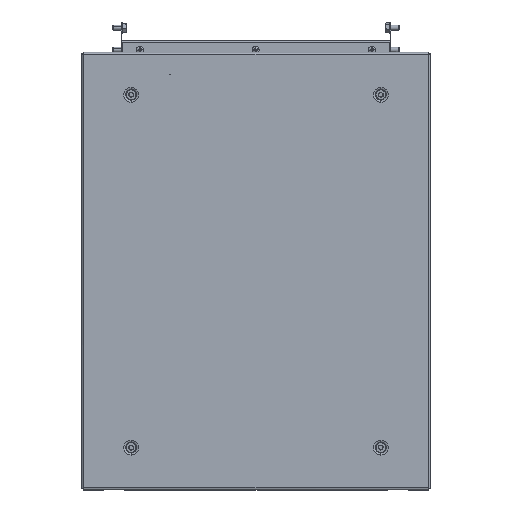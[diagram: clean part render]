
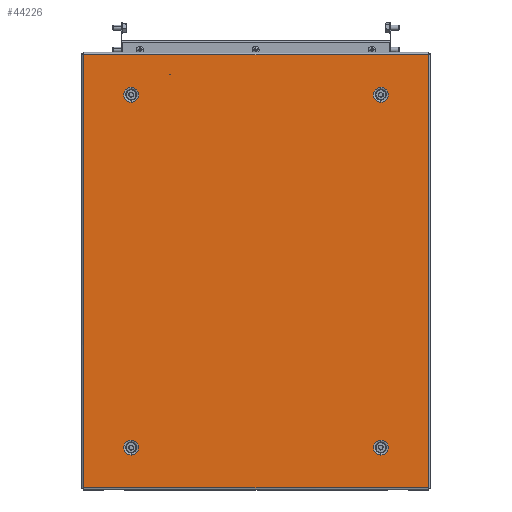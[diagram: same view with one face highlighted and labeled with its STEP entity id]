
A CAD part, top view. The second image highlights one B-rep face of the part: STEP entity #44226.
In plain terms, the highlighted planar face has unit normal (0, 0, 1).
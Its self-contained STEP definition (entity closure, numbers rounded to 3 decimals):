
#239 = DIRECTION ( 'NONE',  ( 0., 0., 1. ) ) ;
#264 = ORIENTED_EDGE ( 'NONE', *, *, #61535, .F. ) ;
#1170 = DIRECTION ( 'NONE',  ( 0., 0., 1. ) ) ;
#1850 = CARTESIAN_POINT ( 'NONE',  ( -97.5, 223., 0. ) ) ;
#2051 = VERTEX_POINT ( 'NONE', #5988 ) ;
#2172 = VERTEX_POINT ( 'NONE', #56842 ) ;
#3038 = CARTESIAN_POINT ( 'NONE',  ( -141.5, 208.443, 0. ) ) ;
#3831 = ORIENTED_EDGE ( 'NONE', *, *, #29801, .T. ) ;
#3906 = ORIENTED_EDGE ( 'NONE', *, *, #8838, .F. ) ;
#4632 = FACE_BOUND ( 'NONE', #65625, .T. ) ;
#5308 = VERTEX_POINT ( 'NONE', #26385 ) ;
#5988 = CARTESIAN_POINT ( 'NONE',  ( 141.5, -191.557, 0. ) ) ;
#6106 = CARTESIAN_POINT ( 'NONE',  ( 141.5, -208.443, 0. ) ) ;
#7595 = ORIENTED_EDGE ( 'NONE', *, *, #77041, .T. ) ;
#8421 = CARTESIAN_POINT ( 'NONE',  ( 141.5, 191.557, 0. ) ) ;
#8637 = EDGE_CURVE ( 'NONE', #62457, #2051, #72008, .T. ) ;
#8838 = EDGE_CURVE ( 'NONE', #2172, #68619, #22791, .T. ) ;
#9168 = DIRECTION ( 'NONE',  ( 0., 0., 1. ) ) ;
#9260 = CIRCLE ( 'NONE', #73237, 0.5 ) ;
#10493 = CARTESIAN_POINT ( 'NONE',  ( 141.5, -200., 0. ) ) ;
#10732 = CARTESIAN_POINT ( 'NONE',  ( -141.5, -191.557, 0. ) ) ;
#11094 = EDGE_CURVE ( 'NONE', #23533, #69289, #20287, .T. ) ;
#12664 = DIRECTION ( 'NONE',  ( 0., 1., 0. ) ) ;
#12834 = DIRECTION ( 'NONE',  ( 0., 1., 0. ) ) ;
#13089 = DIRECTION ( 'NONE',  ( 0., 0., -1. ) ) ;
#13920 = EDGE_CURVE ( 'NONE', #34354, #33226, #59232, .T. ) ;
#13927 = VERTEX_POINT ( 'NONE', #38266 ) ;
#15370 = CIRCLE ( 'NONE', #35713, 8.443 ) ;
#16118 = AXIS2_PLACEMENT_3D ( 'NONE', #39749, #9168, #76150 ) ;
#16148 = FACE_OUTER_BOUND ( 'NONE', #35630, .T. ) ;
#16155 = EDGE_LOOP ( 'NONE', ( #34481, #61845 ) ) ;
#16904 = AXIS2_PLACEMENT_3D ( 'NONE', #50490, #25904, #74906 ) ;
#17364 = CARTESIAN_POINT ( 'NONE',  ( 195.1, -245.6, 0. ) ) ;
#17369 = VECTOR ( 'NONE', #12834, 1000. ) ;
#19223 = VERTEX_POINT ( 'NONE', #8421 ) ;
#19430 = ORIENTED_EDGE ( 'NONE', *, *, #11094, .T. ) ;
#19622 = DIRECTION ( 'NONE',  ( 0., 0., 1. ) ) ;
#20287 = LINE ( 'NONE', #49259, #17369 ) ;
#20331 = DIRECTION ( 'NONE',  ( -1., 0., 0. ) ) ;
#20698 = DIRECTION ( 'NONE',  ( 0., 1., 0. ) ) ;
#20934 = DIRECTION ( 'NONE',  ( -1., 0., 0. ) ) ;
#21724 = DIRECTION ( 'NONE',  ( 1., 0., 0. ) ) ;
#22791 = CIRCLE ( 'NONE', #56947, 8.443 ) ;
#23533 = VERTEX_POINT ( 'NONE', #17364 ) ;
#23542 = CARTESIAN_POINT ( 'NONE',  ( -195.1, 246.529, 0. ) ) ;
#24277 = CIRCLE ( 'NONE', #16118, 8.443 ) ;
#25526 = CIRCLE ( 'NONE', #16904, 8.443 ) ;
#25904 = DIRECTION ( 'NONE',  ( 0., 0., 1. ) ) ;
#26385 = CARTESIAN_POINT ( 'NONE',  ( 141.5, 208.443, 0. ) ) ;
#29801 = EDGE_CURVE ( 'NONE', #55766, #23533, #57289, .T. ) ;
#31075 = DIRECTION ( 'NONE',  ( -1., 0., 0. ) ) ;
#33010 = DIRECTION ( 'NONE',  ( 0., 0., 1. ) ) ;
#33226 = VERTEX_POINT ( 'NONE', #53444 ) ;
#34154 = VECTOR ( 'NONE', #66357, 1000. ) ;
#34354 = VERTEX_POINT ( 'NONE', #78070 ) ;
#34481 = ORIENTED_EDGE ( 'NONE', *, *, #39276, .T. ) ;
#34613 = VERTEX_POINT ( 'NONE', #10732 ) ;
#35630 = EDGE_LOOP ( 'NONE', ( #7595, #3831, #19430, #77373 ) ) ;
#35713 = AXIS2_PLACEMENT_3D ( 'NONE', #43497, #19622, #12664 ) ;
#36048 = EDGE_CURVE ( 'NONE', #5308, #19223, #25526, .T. ) ;
#36199 = EDGE_LOOP ( 'NONE', ( #77657, #3906 ) ) ;
#36314 = FACE_BOUND ( 'NONE', #43131, .T. ) ;
#38094 = CARTESIAN_POINT ( 'NONE',  ( 141.5, -200., 0. ) ) ;
#38266 = CARTESIAN_POINT ( 'NONE',  ( -195.1, 245.6, 0. ) ) ;
#38902 = EDGE_CURVE ( 'NONE', #2051, #62457, #52232, .T. ) ;
#39276 = EDGE_CURVE ( 'NONE', #33226, #34354, #9260, .T. ) ;
#39749 = CARTESIAN_POINT ( 'NONE',  ( -141.5, -200., 0. ) ) ;
#41041 = AXIS2_PLACEMENT_3D ( 'NONE', #10493, #70816, #64867 ) ;
#42288 = DIRECTION ( 'NONE',  ( 0., 1., 0. ) ) ;
#42472 = VERTEX_POINT ( 'NONE', #68338 ) ;
#43131 = EDGE_LOOP ( 'NONE', ( #65534, #264 ) ) ;
#43497 = CARTESIAN_POINT ( 'NONE',  ( -141.5, 200., 0. ) ) ;
#43511 = EDGE_CURVE ( 'NONE', #68619, #2172, #15370, .T. ) ;
#44226 = ADVANCED_FACE ( 'NONE', ( #53442, #58324, #4632, #36314, #76548, #16148 ), #68152, .T. ) ;
#44357 = DIRECTION ( 'NONE',  ( 1., 0., 0. ) ) ;
#44987 = AXIS2_PLACEMENT_3D ( 'NONE', #38094, #33010, #69402 ) ;
#49259 = CARTESIAN_POINT ( 'NONE',  ( 195.1, -246.529, 0. ) ) ;
#50391 = LINE ( 'NONE', #23542, #34154 ) ;
#50490 = CARTESIAN_POINT ( 'NONE',  ( 141.5, 200., 0. ) ) ;
#50642 = ORIENTED_EDGE ( 'NONE', *, *, #72417, .F. ) ;
#51054 = ORIENTED_EDGE ( 'NONE', *, *, #38902, .F. ) ;
#52232 = CIRCLE ( 'NONE', #44987, 8.443 ) ;
#53442 = FACE_BOUND ( 'NONE', #16155, .T. ) ;
#53444 = CARTESIAN_POINT ( 'NONE',  ( -98., 223., 0. ) ) ;
#55766 = VERTEX_POINT ( 'NONE', #62572 ) ;
#55987 = DIRECTION ( 'NONE',  ( 0., 1., 0. ) ) ;
#56155 = DIRECTION ( 'NONE',  ( 0., 0., -1. ) ) ;
#56842 = CARTESIAN_POINT ( 'NONE',  ( -141.5, 191.557, 0. ) ) ;
#56947 = AXIS2_PLACEMENT_3D ( 'NONE', #68324, #1170, #55987 ) ;
#57089 = CARTESIAN_POINT ( 'NONE',  ( 196.029, 245.6, 0. ) ) ;
#57289 = LINE ( 'NONE', #70512, #70800 ) ;
#57319 = LINE ( 'NONE', #57089, #61182 ) ;
#58324 = FACE_BOUND ( 'NONE', #76353, .T. ) ;
#58707 = CIRCLE ( 'NONE', #63460, 8.443 ) ;
#59232 = CIRCLE ( 'NONE', #63605, 0.5 ) ;
#60039 = EDGE_CURVE ( 'NONE', #34613, #42472, #58707, .T. ) ;
#61182 = VECTOR ( 'NONE', #20934, 1000. ) ;
#61535 = EDGE_CURVE ( 'NONE', #19223, #5308, #61865, .T. ) ;
#61784 = ORIENTED_EDGE ( 'NONE', *, *, #60039, .F. ) ;
#61845 = ORIENTED_EDGE ( 'NONE', *, *, #13920, .T. ) ;
#61865 = CIRCLE ( 'NONE', #67684, 8.443 ) ;
#62457 = VERTEX_POINT ( 'NONE', #6106 ) ;
#62572 = CARTESIAN_POINT ( 'NONE',  ( -195.1, -245.6, 0. ) ) ;
#63460 = AXIS2_PLACEMENT_3D ( 'NONE', #76910, #69689, #20698 ) ;
#63605 = AXIS2_PLACEMENT_3D ( 'NONE', #1850, #13089, #20331 ) ;
#64867 = DIRECTION ( 'NONE',  ( 0., 1., 0. ) ) ;
#65534 = ORIENTED_EDGE ( 'NONE', *, *, #36048, .F. ) ;
#65625 = EDGE_LOOP ( 'NONE', ( #61784, #50642 ) ) ;
#65809 = EDGE_CURVE ( 'NONE', #69289, #13927, #57319, .T. ) ;
#66357 = DIRECTION ( 'NONE',  ( 0., -1., 0. ) ) ;
#67104 = AXIS2_PLACEMENT_3D ( 'NONE', #68414, #74336, #44357 ) ;
#67684 = AXIS2_PLACEMENT_3D ( 'NONE', #73556, #239, #42288 ) ;
#67710 = CARTESIAN_POINT ( 'NONE',  ( -97.5, 223., 0. ) ) ;
#68152 = PLANE ( 'NONE',  #67104 ) ;
#68324 = CARTESIAN_POINT ( 'NONE',  ( -141.5, 200., 0. ) ) ;
#68338 = CARTESIAN_POINT ( 'NONE',  ( -141.5, -208.443, 0. ) ) ;
#68414 = CARTESIAN_POINT ( 'NONE',  ( 0., 0., 0. ) ) ;
#68619 = VERTEX_POINT ( 'NONE', #3038 ) ;
#69289 = VERTEX_POINT ( 'NONE', #79171 ) ;
#69402 = DIRECTION ( 'NONE',  ( 0., 1., 0. ) ) ;
#69689 = DIRECTION ( 'NONE',  ( 0., 0., 1. ) ) ;
#70512 = CARTESIAN_POINT ( 'NONE',  ( -196.029, -245.6, 0. ) ) ;
#70800 = VECTOR ( 'NONE', #21724, 1000. ) ;
#70816 = DIRECTION ( 'NONE',  ( 0., 0., 1. ) ) ;
#72008 = CIRCLE ( 'NONE', #41041, 8.443 ) ;
#72417 = EDGE_CURVE ( 'NONE', #42472, #34613, #24277, .T. ) ;
#73237 = AXIS2_PLACEMENT_3D ( 'NONE', #67710, #56155, #31075 ) ;
#73556 = CARTESIAN_POINT ( 'NONE',  ( 141.5, 200., 0. ) ) ;
#73567 = ORIENTED_EDGE ( 'NONE', *, *, #8637, .F. ) ;
#74336 = DIRECTION ( 'NONE',  ( 0., 0., 1. ) ) ;
#74906 = DIRECTION ( 'NONE',  ( 0., 1., 0. ) ) ;
#76150 = DIRECTION ( 'NONE',  ( 0., 1., 0. ) ) ;
#76353 = EDGE_LOOP ( 'NONE', ( #51054, #73567 ) ) ;
#76548 = FACE_BOUND ( 'NONE', #36199, .T. ) ;
#76910 = CARTESIAN_POINT ( 'NONE',  ( -141.5, -200., 0. ) ) ;
#77041 = EDGE_CURVE ( 'NONE', #13927, #55766, #50391, .T. ) ;
#77373 = ORIENTED_EDGE ( 'NONE', *, *, #65809, .T. ) ;
#77657 = ORIENTED_EDGE ( 'NONE', *, *, #43511, .F. ) ;
#78070 = CARTESIAN_POINT ( 'NONE',  ( -97., 223., 0. ) ) ;
#79171 = CARTESIAN_POINT ( 'NONE',  ( 195.1, 245.6, 0. ) ) ;
